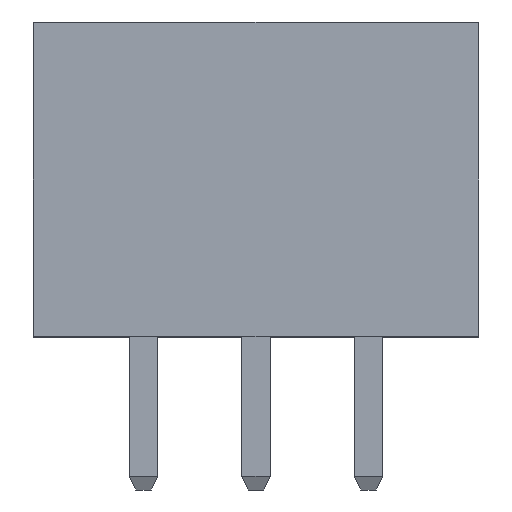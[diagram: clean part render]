
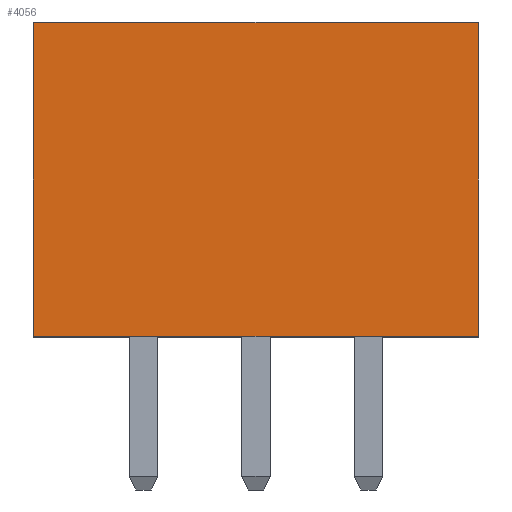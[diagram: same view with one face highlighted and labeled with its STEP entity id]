
A CAD part, front view. The second image highlights one B-rep face of the part: STEP entity #4056.
In plain terms, the highlighted face is planar.
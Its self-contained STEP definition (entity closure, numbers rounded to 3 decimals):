
#243=PLANE('',#4573);
#343=LINE('',#5953,#668);
#351=LINE('',#5986,#676);
#358=LINE('',#6019,#683);
#422=LINE('',#6259,#747);
#668=VECTOR('',#4903,10.);
#676=VECTOR('',#4943,10.);
#683=VECTOR('',#4982,10.);
#747=VECTOR('',#5272,10.);
#1177=FACE_OUTER_BOUND('',#1440,.T.);
#1440=EDGE_LOOP('',(#3151,#3152,#3153,#3154));
#1795=VERTEX_POINT('',#5917);
#1805=VERTEX_POINT('',#5949);
#1812=VERTEX_POINT('',#5979);
#1822=VERTEX_POINT('',#6011);
#2184=EDGE_CURVE('',#1795,#1805,#343,.T.);
#2201=EDGE_CURVE('',#1812,#1795,#351,.T.);
#2218=EDGE_CURVE('',#1822,#1812,#358,.T.);
#2345=EDGE_CURVE('',#1805,#1822,#422,.T.);
#3151=ORIENTED_EDGE('',*,*,#2184,.F.);
#3152=ORIENTED_EDGE('',*,*,#2201,.F.);
#3153=ORIENTED_EDGE('',*,*,#2218,.F.);
#3154=ORIENTED_EDGE('',*,*,#2345,.F.);
#4056=ADVANCED_FACE('',(#1177),#243,.F.);
#4573=AXIS2_PLACEMENT_3D('',#6317,#5355,#5356);
#4903=DIRECTION('',(1.,0.,0.));
#4943=DIRECTION('',(0.,-1.,0.));
#4982=DIRECTION('',(-1.,0.,0.));
#5272=DIRECTION('',(0.,1.,0.));
#5355=DIRECTION('center_axis',(0.,0.,1.));
#5356=DIRECTION('ref_axis',(1.,0.,0.));
#5917=CARTESIAN_POINT('',(-4.935,0.015,-2.875));
#5949=CARTESIAN_POINT('',(4.935,0.015,-2.875));
#5953=CARTESIAN_POINT('',(4.95,0.015,-2.875));
#5979=CARTESIAN_POINT('',(-4.935,6.985,-2.875));
#5986=CARTESIAN_POINT('',(-4.935,3.5,-2.875));
#6011=CARTESIAN_POINT('',(4.935,6.985,-2.875));
#6019=CARTESIAN_POINT('',(4.95,6.985,-2.875));
#6259=CARTESIAN_POINT('',(4.935,3.5,-2.875));
#6317=CARTESIAN_POINT('Origin',(4.95,0.,-2.875));
